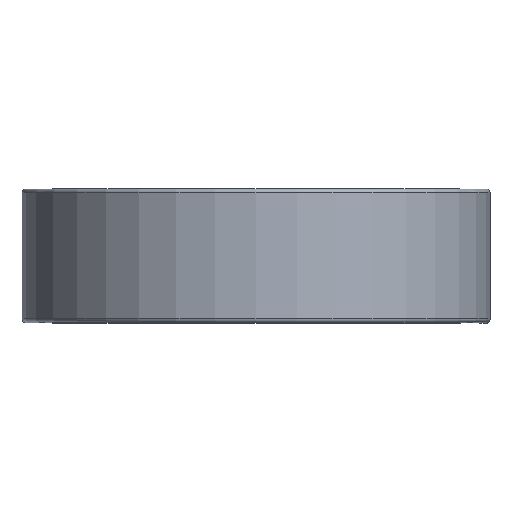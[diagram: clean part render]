
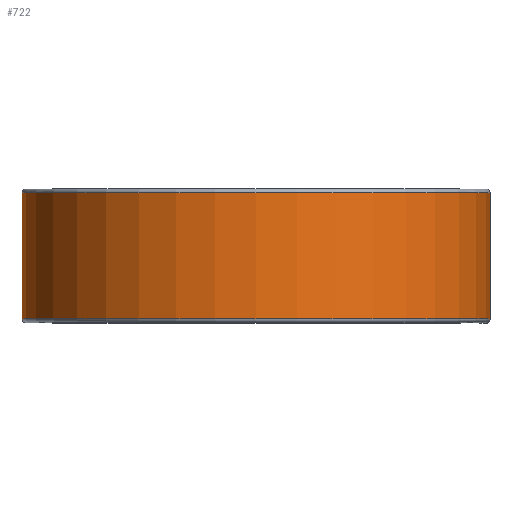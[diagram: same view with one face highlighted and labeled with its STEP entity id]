
A CAD part, top view. The second image highlights one B-rep face of the part: STEP entity #722.
In plain terms, the highlighted cylindrical face has radius 47.257 mm (diameter 94.513 mm), a partial arc.
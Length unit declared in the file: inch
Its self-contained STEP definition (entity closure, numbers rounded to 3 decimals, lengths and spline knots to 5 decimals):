
#23 = EDGE_LOOP ( 'NONE', ( #152, #2060, #631, #1696 ) ) ;
#106 = CARTESIAN_POINT ( 'NONE',  ( 1.8605, 0.50125, 0. ) ) ;
#124 = VERTEX_POINT ( 'NONE', #106 ) ;
#125 = DIRECTION ( 'NONE',  ( 0., 0., -1. ) ) ;
#139 = DIRECTION ( 'NONE',  ( 0., -1., 0. ) ) ;
#142 = VERTEX_POINT ( 'NONE', #1180 ) ;
#145 = CARTESIAN_POINT ( 'NONE',  ( 0., 0.50125, 0. ) ) ;
#152 = ORIENTED_EDGE ( 'NONE', *, *, #2173, .T. ) ;
#176 = VERTEX_POINT ( 'NONE', #1739 ) ;
#285 = DIRECTION ( 'NONE',  ( 0., 1., 0. ) ) ;
#341 = DIRECTION ( 'NONE',  ( 0., -1., 0. ) ) ;
#378 = CARTESIAN_POINT ( 'NONE',  ( 0., -0.50125, 0. ) ) ;
#396 = EDGE_CURVE ( 'NONE', #176, #142, #1162, .T. ) ;
#425 = CARTESIAN_POINT ( 'NONE',  ( 0., 0.50125, -1.8605 ) ) ;
#433 = CARTESIAN_POINT ( 'NONE',  ( 0., 0.50125, -1.8605 ) ) ;
#487 = CARTESIAN_POINT ( 'NONE',  ( 0., 0.5, 0. ) ) ;
#589 = EDGE_CURVE ( 'NONE', #124, #2129, #849, .T. ) ;
#631 = ORIENTED_EDGE ( 'NONE', *, *, #2220, .F. ) ;
#722 = ADVANCED_FACE ( 'NONE', ( #1185 ), #723, .T. ) ;
#723 = CYLINDRICAL_SURFACE ( 'NONE', #924, 1.8605 ) ;
#849 = CIRCLE ( 'NONE', #1996, 1.8605 ) ;
#895 = AXIS2_PLACEMENT_3D ( 'NONE', #378, #909, #1686 ) ;
#909 = DIRECTION ( 'NONE',  ( 0., -1., 0. ) ) ;
#924 = AXIS2_PLACEMENT_3D ( 'NONE', #487, #341, #2366 ) ;
#977 = VECTOR ( 'NONE', #285, 39.37008 ) ;
#998 = LINE ( 'NONE', #433, #977 ) ;
#1000 = DIRECTION ( 'NONE',  ( 0., 1., 0. ) ) ;
#1044 = VECTOR ( 'NONE', #1000, 39.37008 ) ;
#1055 = LINE ( 'NONE', #1945, #1044 ) ;
#1162 = CIRCLE ( 'NONE', #895, 1.8605 ) ;
#1180 = CARTESIAN_POINT ( 'NONE',  ( 0., -0.50125, -1.8605 ) ) ;
#1185 = FACE_OUTER_BOUND ( 'NONE', #23, .T. ) ;
#1686 = DIRECTION ( 'NONE',  ( 0., 0., -1. ) ) ;
#1696 = ORIENTED_EDGE ( 'NONE', *, *, #396, .F. ) ;
#1739 = CARTESIAN_POINT ( 'NONE',  ( 1.8605, -0.50125, 0. ) ) ;
#1945 = CARTESIAN_POINT ( 'NONE',  ( 1.8605, 0.50125, 0. ) ) ;
#1996 = AXIS2_PLACEMENT_3D ( 'NONE', #145, #139, #125 ) ;
#2060 = ORIENTED_EDGE ( 'NONE', *, *, #589, .T. ) ;
#2129 = VERTEX_POINT ( 'NONE', #425 ) ;
#2173 = EDGE_CURVE ( 'NONE', #176, #124, #1055, .T. ) ;
#2220 = EDGE_CURVE ( 'NONE', #142, #2129, #998, .T. ) ;
#2366 = DIRECTION ( 'NONE',  ( 0., 0., -1. ) ) ;
